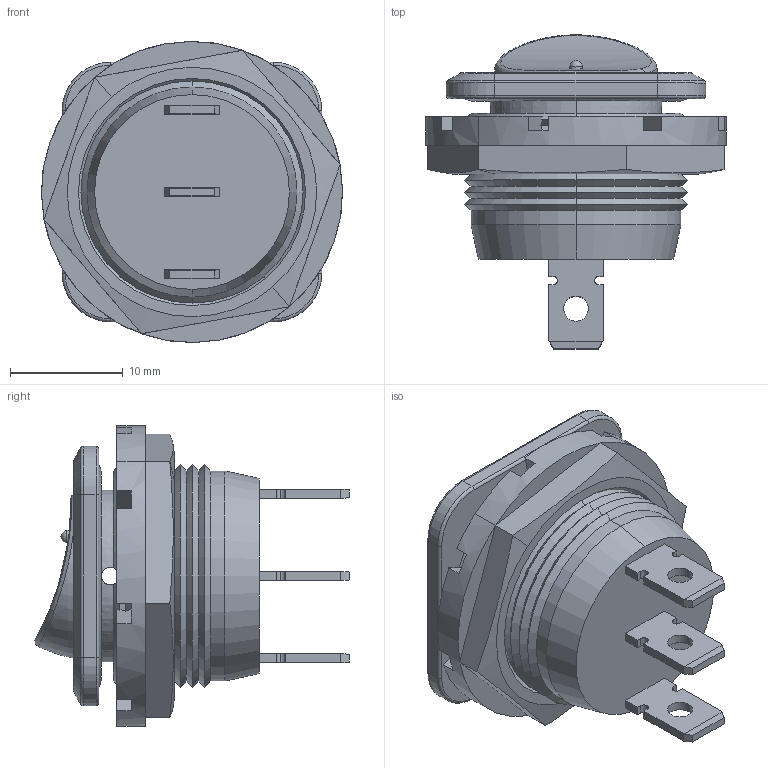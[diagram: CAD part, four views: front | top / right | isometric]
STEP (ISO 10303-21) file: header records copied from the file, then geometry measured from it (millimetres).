
FILE_DESCRIPTION (( 'STEP AP203' ), '1' );
FILE_NAME ('Rocker Switch.STEP', '2013-06-08T04:49:13', ( 'Doug' ), ( 'Hewlett-Packard Company' ), 'SwSTEP 2.0', 'SolidWorks 2013', '' );
FILE_SCHEMA (( 'CONFIG_CONTROL_DESIGN' ));
Length unit declared in the file: inch
Products named in the file (1): Rocker Switch
Bounding box: 26.67 x 27.84 x 26.67 mm (x, y, z)
Surface area: 3645.4 mm2 (no closed solid volume)
Topology: 0 solids, 5 shells, 192 faces, 540 edges, 346 vertices
Faces by surface type: plane 99, cylinder 40, cone 34, torus 16, bspline 2, sphere 1
Entity records: 6793 total; most frequent: CARTESIAN_POINT 1747, DIRECTION 1065, ORIENTED_EDGE 988, EDGE_CURVE 537, AXIS2_PLACEMENT_3D 377, VERTEX_POINT 344, LINE 311, VECTOR 311
